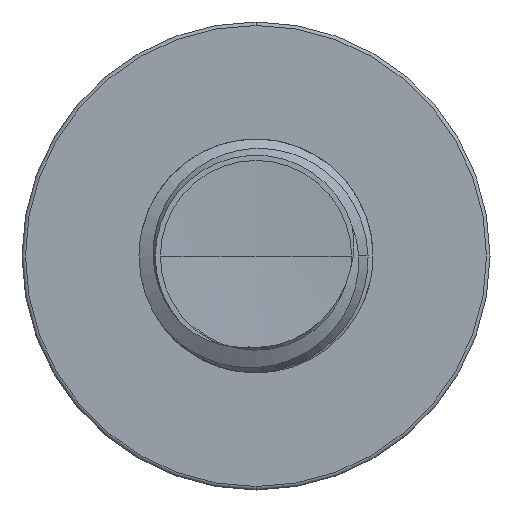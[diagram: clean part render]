
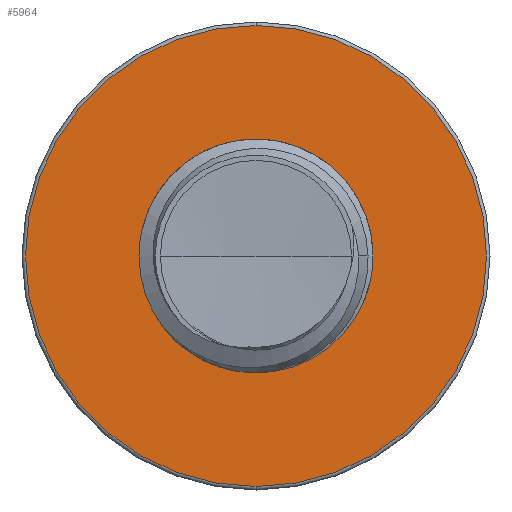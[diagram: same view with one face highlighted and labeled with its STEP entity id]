
A CAD part, front view. The second image highlights one B-rep face of the part: STEP entity #5964.
In plain terms, the highlighted planar face has unit normal (0, -1, 0).
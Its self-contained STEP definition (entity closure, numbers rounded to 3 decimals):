
#129 = DIRECTION ( 'NONE',  ( 0., 0., -1. ) ) ;
#380 = ORIENTED_EDGE ( 'NONE', *, *, #5212, .T. ) ;
#455 = ORIENTED_EDGE ( 'NONE', *, *, #7168, .F. ) ;
#908 = FACE_OUTER_BOUND ( 'NONE', #1619, .T. ) ;
#1143 = DIRECTION ( 'NONE',  ( 0., -1., 0. ) ) ;
#1619 = EDGE_LOOP ( 'NONE', ( #4823, #380 ) ) ;
#1664 = EDGE_LOOP ( 'NONE', ( #455, #5241 ) ) ;
#1896 = CARTESIAN_POINT ( 'NONE',  ( 0., 3., -1.203 ) ) ;
#2304 = CIRCLE ( 'NONE', #11136, 1.203 ) ;
#2623 = CIRCLE ( 'NONE', #5202, 2.462 ) ;
#3167 = VERTEX_POINT ( 'NONE', #1896 ) ;
#3895 = DIRECTION ( 'NONE',  ( 0., -1., 0. ) ) ;
#4349 = DIRECTION ( 'NONE',  ( 0., -1., 0. ) ) ;
#4375 = VERTEX_POINT ( 'NONE', #7460 ) ;
#4823 = ORIENTED_EDGE ( 'NONE', *, *, #6615, .T. ) ;
#4902 = EDGE_CURVE ( 'NONE', #9530, #3167, #2304, .T. ) ;
#4961 = CIRCLE ( 'NONE', #12414, 2.462 ) ;
#5202 = AXIS2_PLACEMENT_3D ( 'NONE', #7797, #1143, #8921 ) ;
#5212 = EDGE_CURVE ( 'NONE', #4375, #10782, #4961, .T. ) ;
#5241 = ORIENTED_EDGE ( 'NONE', *, *, #4902, .F. ) ;
#5322 = CARTESIAN_POINT ( 'NONE',  ( 0., 3., 1.203 ) ) ;
#5964 = ADVANCED_FACE ( 'NONE', ( #908, #6780 ), #7549, .T. ) ;
#6608 = DIRECTION ( 'NONE',  ( 0., 0., -1. ) ) ;
#6615 = EDGE_CURVE ( 'NONE', #10782, #4375, #2623, .T. ) ;
#6685 = DIRECTION ( 'NONE',  ( 0., -1., 0. ) ) ;
#6780 = FACE_BOUND ( 'NONE', #1664, .T. ) ;
#7168 = EDGE_CURVE ( 'NONE', #3167, #9530, #11557, .T. ) ;
#7261 = DIRECTION ( 'NONE',  ( 0., -1., 0. ) ) ;
#7460 = CARTESIAN_POINT ( 'NONE',  ( 0., 3., 2.462 ) ) ;
#7549 = PLANE ( 'NONE',  #12195 ) ;
#7714 = CARTESIAN_POINT ( 'NONE',  ( 0., 3., 1.203 ) ) ;
#7797 = CARTESIAN_POINT ( 'NONE',  ( 0., 3., 0. ) ) ;
#7894 = DIRECTION ( 'NONE',  ( 0., 0., -1. ) ) ;
#8921 = DIRECTION ( 'NONE',  ( 0., 0., -1. ) ) ;
#9248 = CARTESIAN_POINT ( 'NONE',  ( 0., 3., 0. ) ) ;
#9530 = VERTEX_POINT ( 'NONE', #5322 ) ;
#10613 = DIRECTION ( 'NONE',  ( 0., 0., -1. ) ) ;
#10782 = VERTEX_POINT ( 'NONE', #13770 ) ;
#10908 = CARTESIAN_POINT ( 'NONE',  ( 0., 3., 0. ) ) ;
#11136 = AXIS2_PLACEMENT_3D ( 'NONE', #9248, #4349, #7894 ) ;
#11557 = CIRCLE ( 'NONE', #13385, 1.203 ) ;
#12195 = AXIS2_PLACEMENT_3D ( 'NONE', #7714, #7261, #6608 ) ;
#12414 = AXIS2_PLACEMENT_3D ( 'NONE', #10908, #3895, #10613 ) ;
#12997 = CARTESIAN_POINT ( 'NONE',  ( 0., 3., 0. ) ) ;
#13385 = AXIS2_PLACEMENT_3D ( 'NONE', #12997, #6685, #129 ) ;
#13770 = CARTESIAN_POINT ( 'NONE',  ( 0., 3., -2.462 ) ) ;
